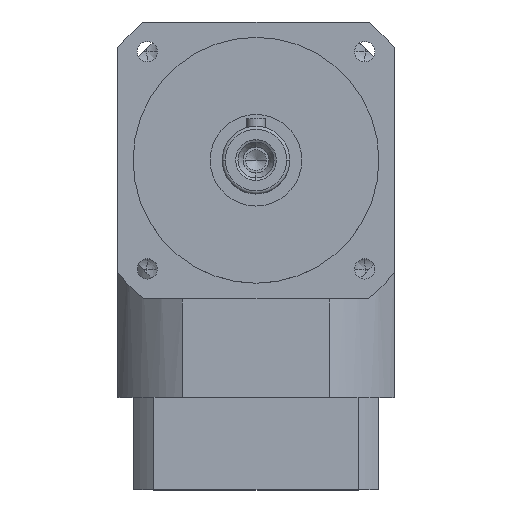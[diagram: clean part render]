
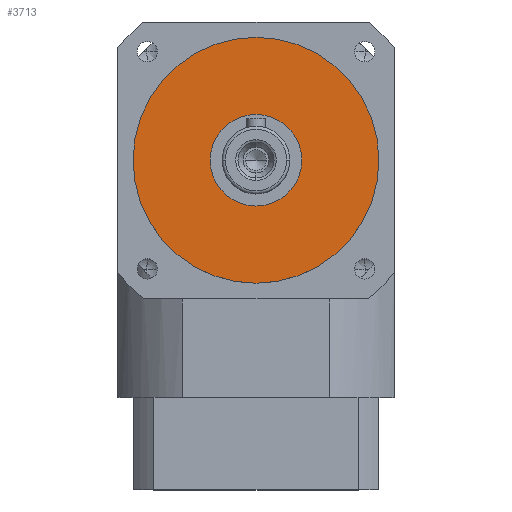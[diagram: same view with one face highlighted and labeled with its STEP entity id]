
A CAD part, top view. The second image highlights one B-rep face of the part: STEP entity #3713.
In plain terms, the highlighted planar face has unit normal (0, 0, 1).
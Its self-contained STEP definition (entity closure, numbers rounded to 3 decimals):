
#431 = AXIS2_PLACEMENT_3D ( 'NONE', #7936, #8837, #3489 ) ;
#433 = EDGE_CURVE ( 'NONE', #1888, #9168, #5847, .T. ) ;
#581 = FACE_OUTER_BOUND ( 'NONE', #8634, .T. ) ;
#653 = DIRECTION ( 'NONE',  ( 1., 0., 0. ) ) ;
#950 = AXIS2_PLACEMENT_3D ( 'NONE', #11326, #6005, #653 ) ;
#1303 = CARTESIAN_POINT ( 'NONE',  ( -14.9, 0., 59. ) ) ;
#1360 = AXIS2_PLACEMENT_3D ( 'NONE', #1918, #8157, #2817 ) ;
#1431 = CIRCLE ( 'NONE', #1716, 40. ) ;
#1451 = CARTESIAN_POINT ( 'NONE',  ( 14.9, 0., 59. ) ) ;
#1477 = EDGE_LOOP ( 'NONE', ( #8795, #8792 ) ) ;
#1716 = AXIS2_PLACEMENT_3D ( 'NONE', #10420, #5083, #11309 ) ;
#1888 = VERTEX_POINT ( 'NONE', #2200 ) ;
#1918 = CARTESIAN_POINT ( 'NONE',  ( 0., 0., 59. ) ) ;
#2200 = CARTESIAN_POINT ( 'NONE',  ( -40., 0., 59. ) ) ;
#2591 = EDGE_CURVE ( 'NONE', #10038, #11166, #7811, .T. ) ;
#2817 = DIRECTION ( 'NONE',  ( 1., 0., 0. ) ) ;
#3489 = DIRECTION ( 'NONE',  ( 1., 0., 0. ) ) ;
#3661 = CARTESIAN_POINT ( 'NONE',  ( 0., 0., 59. ) ) ;
#3713 = ADVANCED_FACE ( 'NONE', ( #5047, #581 ), #5248, .T. ) ;
#4349 = AXIS2_PLACEMENT_3D ( 'NONE', #3661, #9916, #4555 ) ;
#4555 = DIRECTION ( 'NONE',  ( 1., 0., 0. ) ) ;
#5047 = FACE_BOUND ( 'NONE', #1477, .T. ) ;
#5083 = DIRECTION ( 'NONE',  ( 0., 0., 1. ) ) ;
#5248 = PLANE ( 'NONE',  #431 ) ;
#5436 = CARTESIAN_POINT ( 'NONE',  ( 40., 0., 59. ) ) ;
#5847 = CIRCLE ( 'NONE', #1360, 40. ) ;
#5998 = ORIENTED_EDGE ( 'NONE', *, *, #433, .T. ) ;
#6005 = DIRECTION ( 'NONE',  ( 0., 0., 1. ) ) ;
#7740 = EDGE_CURVE ( 'NONE', #11166, #10038, #11014, .T. ) ;
#7811 = CIRCLE ( 'NONE', #4349, 14.9 ) ;
#7936 = CARTESIAN_POINT ( 'NONE',  ( 0., 0., 59. ) ) ;
#8157 = DIRECTION ( 'NONE',  ( 0., 0., 1. ) ) ;
#8205 = EDGE_CURVE ( 'NONE', #9168, #1888, #1431, .T. ) ;
#8634 = EDGE_LOOP ( 'NONE', ( #5998, #10367 ) ) ;
#8792 = ORIENTED_EDGE ( 'NONE', *, *, #7740, .F. ) ;
#8795 = ORIENTED_EDGE ( 'NONE', *, *, #2591, .F. ) ;
#8837 = DIRECTION ( 'NONE',  ( 0., 0., 1. ) ) ;
#9168 = VERTEX_POINT ( 'NONE', #5436 ) ;
#9916 = DIRECTION ( 'NONE',  ( 0., 0., 1. ) ) ;
#10038 = VERTEX_POINT ( 'NONE', #1451 ) ;
#10367 = ORIENTED_EDGE ( 'NONE', *, *, #8205, .T. ) ;
#10420 = CARTESIAN_POINT ( 'NONE',  ( 0., 0., 59. ) ) ;
#11014 = CIRCLE ( 'NONE', #950, 14.9 ) ;
#11166 = VERTEX_POINT ( 'NONE', #1303 ) ;
#11309 = DIRECTION ( 'NONE',  ( 1., 0., 0. ) ) ;
#11326 = CARTESIAN_POINT ( 'NONE',  ( 0., 0., 59. ) ) ;
